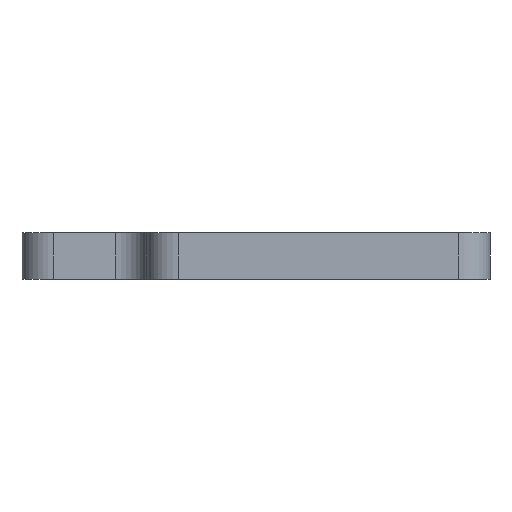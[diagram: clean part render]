
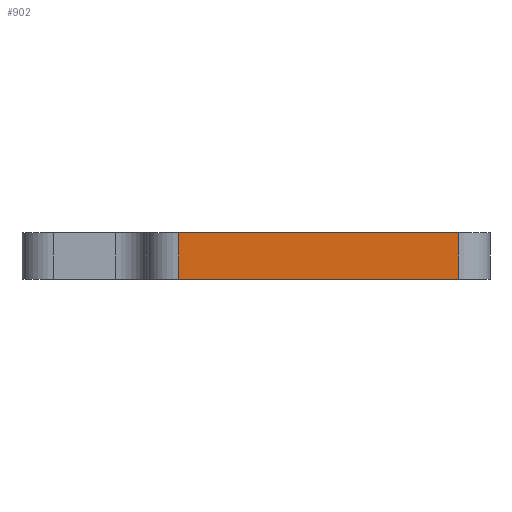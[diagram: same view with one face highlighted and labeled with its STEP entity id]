
A CAD part, front view. The second image highlights one B-rep face of the part: STEP entity #902.
In plain terms, the highlighted planar face has unit normal (0, -1, 0).
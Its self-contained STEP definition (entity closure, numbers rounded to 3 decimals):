
#53=PLANE('',#1008);
#79=FACE_OUTER_BOUND('',#139,.T.);
#139=EDGE_LOOP('',(#688,#689,#690,#691));
#202=LINE('',#1409,#258);
#218=LINE('',#1508,#274);
#219=LINE('',#1511,#275);
#220=LINE('',#1512,#276);
#258=VECTOR('',#1109,10.);
#274=VECTOR('',#1209,10.);
#275=VECTOR('',#1212,10.);
#276=VECTOR('',#1213,10.);
#390=VERTEX_POINT('',#1406);
#391=VERTEX_POINT('',#1408);
#431=VERTEX_POINT('',#1504);
#433=VERTEX_POINT('',#1510);
#486=EDGE_CURVE('',#390,#391,#202,.T.);
#536=EDGE_CURVE('',#391,#431,#218,.T.);
#537=EDGE_CURVE('',#433,#390,#219,.T.);
#538=EDGE_CURVE('',#431,#433,#220,.T.);
#688=ORIENTED_EDGE('',*,*,#536,.F.);
#689=ORIENTED_EDGE('',*,*,#486,.F.);
#690=ORIENTED_EDGE('',*,*,#537,.F.);
#691=ORIENTED_EDGE('',*,*,#538,.F.);
#902=ADVANCED_FACE('',(#79),#53,.T.);
#1008=AXIS2_PLACEMENT_3D('',#1509,#1210,#1211);
#1109=DIRECTION('',(-1.,0.,0.));
#1209=DIRECTION('',(0.,0.,1.));
#1210=DIRECTION('center_axis',(0.,-1.,0.));
#1211=DIRECTION('ref_axis',(1.,0.,0.));
#1212=DIRECTION('',(0.,0.,-1.));
#1213=DIRECTION('',(1.,0.,0.));
#1406=CARTESIAN_POINT('',(9.,-52.346,0.));
#1408=CARTESIAN_POINT('',(-9.,-52.346,0.));
#1409=CARTESIAN_POINT('',(11.,-52.346,0.));
#1504=CARTESIAN_POINT('',(-9.,-52.346,3.));
#1508=CARTESIAN_POINT('',(-9.,-52.346,0.));
#1509=CARTESIAN_POINT('Origin',(-11.,-52.346,0.));
#1510=CARTESIAN_POINT('',(9.,-52.346,3.));
#1511=CARTESIAN_POINT('',(9.,-52.346,0.));
#1512=CARTESIAN_POINT('',(11.,-52.346,3.));
